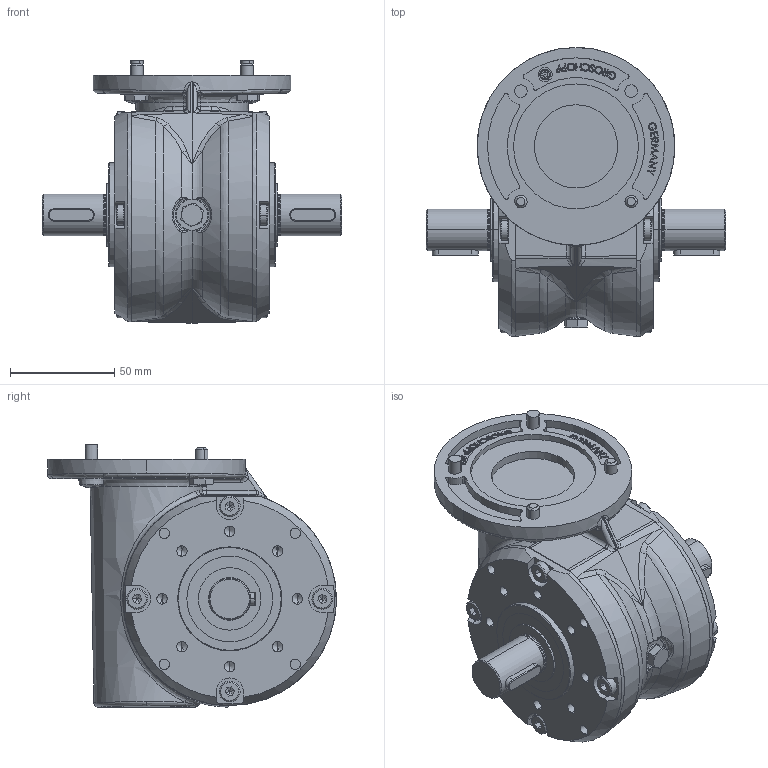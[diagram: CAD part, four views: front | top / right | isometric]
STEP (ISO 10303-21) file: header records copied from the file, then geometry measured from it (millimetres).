
FILE_DESCRIPTION (( 'STEP AP203' ), '1' );
FILE_NAME ('VE40-D1-B-+-2439530000-+-2513463-9851_a_Bl.1v.1.STEP', '2018-03-28T11:23:42', ( '' ), ( '' ), 'SwSTEP 2.0', 'SolidWorks 2017', '' );
FILE_SCHEMA (( 'CONFIG_CONTROL_DESIGN' ));
Length unit declared in the file: millimetre
Products named in the file (1): VE40-D1-B-+-2439530000-+-2513463-9851_a_Bl.1v.1
Bounding box: 144 x 138.75 x 126.01 mm (x, y, z)
Volume: 772216.9 mm3; surface area: 75065.6 mm2
Topology: 1 solids, 1 shells, 909 faces, 2247 edges, 1397 vertices
Faces by surface type: plane 404, cylinder 169, bspline 156, cone 136, torus 38, sphere 6
Entity records: 35664 total; most frequent: CARTESIAN_POINT 15324, ORIENTED_EDGE 4422, DIRECTION 3826, EDGE_CURVE 2211, VERTEX_POINT 1397, AXIS2_PLACEMENT_3D 1352, VECTOR 1122, LINE 1122
